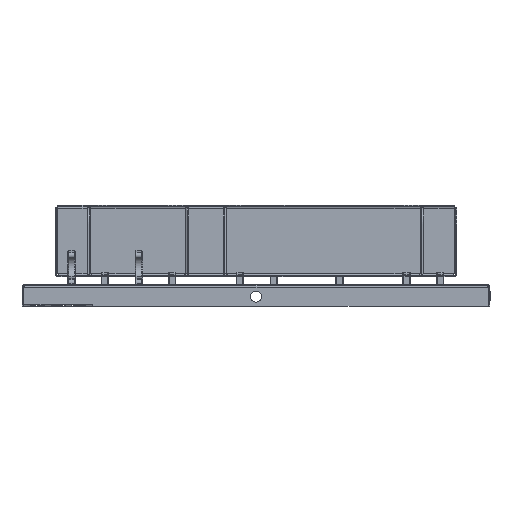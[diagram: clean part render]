
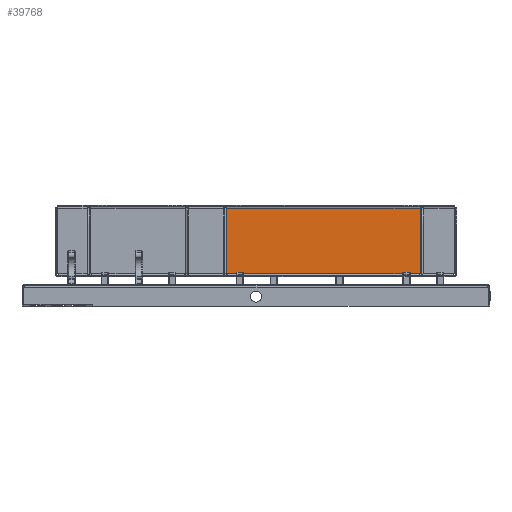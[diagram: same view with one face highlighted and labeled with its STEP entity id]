
A CAD part, left-side view. The second image highlights one B-rep face of the part: STEP entity #39768.
In plain terms, the highlighted face is planar.
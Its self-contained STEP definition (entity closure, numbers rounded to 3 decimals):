
#2636 = FACE_OUTER_BOUND ( 'NONE', #57693, .T. ) ;
#3602 = CARTESIAN_POINT ( 'NONE',  ( 0., 0., 0. ) ) ;
#6628 = VECTOR ( 'NONE', #26324, 1000. ) ;
#6969 = ORIENTED_EDGE ( 'NONE', *, *, #42309, .F. ) ;
#8024 = CARTESIAN_POINT ( 'NONE',  ( -142.9, 0., 0. ) ) ;
#8892 = PLANE ( 'NONE',  #57640 ) ;
#10101 = CARTESIAN_POINT ( 'NONE',  ( -2.1, 0.1, 0. ) ) ;
#10283 = LINE ( 'NONE', #10915, #61814 ) ;
#10915 = CARTESIAN_POINT ( 'NONE',  ( -2.1, 50., 0. ) ) ;
#16728 = CARTESIAN_POINT ( 'NONE',  ( -2.1, 0.1, 0. ) ) ;
#17652 = DIRECTION ( 'NONE',  ( 0., 1., 0. ) ) ;
#19033 = VERTEX_POINT ( 'NONE', #62220 ) ;
#19056 = EDGE_CURVE ( 'NONE', #19033, #43418, #32115, .T. ) ;
#22372 = EDGE_CURVE ( 'NONE', #43418, #61033, #10283, .T. ) ;
#25648 = CARTESIAN_POINT ( 'NONE',  ( -2.1, 47.9, 0. ) ) ;
#26324 = DIRECTION ( 'NONE',  ( -1., 0., 0. ) ) ;
#26430 = ORIENTED_EDGE ( 'NONE', *, *, #19056, .F. ) ;
#27245 = EDGE_CURVE ( 'NONE', #53197, #19033, #62947, .T. ) ;
#29848 = VECTOR ( 'NONE', #42065, 1000. ) ;
#31487 = CARTESIAN_POINT ( 'NONE',  ( -142.9, 47.9, 0. ) ) ;
#32115 = LINE ( 'NONE', #31487, #29848 ) ;
#32690 = ORIENTED_EDGE ( 'NONE', *, *, #22372, .F. ) ;
#34033 = DIRECTION ( 'NONE',  ( 0., 0., 1. ) ) ;
#39768 = ADVANCED_FACE ( 'NONE', ( #2636 ), #8892, .T. ) ;
#42065 = DIRECTION ( 'NONE',  ( 1., 0., 0. ) ) ;
#42309 = EDGE_CURVE ( 'NONE', #61033, #53197, #47180, .T. ) ;
#43418 = VERTEX_POINT ( 'NONE', #25648 ) ;
#44006 = DIRECTION ( 'NONE',  ( 1., 0., 0. ) ) ;
#45672 = DIRECTION ( 'NONE',  ( 0., -1., 0. ) ) ;
#45868 = VECTOR ( 'NONE', #17652, 1000. ) ;
#47180 = LINE ( 'NONE', #16728, #6628 ) ;
#53197 = VERTEX_POINT ( 'NONE', #57594 ) ;
#57594 = CARTESIAN_POINT ( 'NONE',  ( -142.9, 0.1, 0. ) ) ;
#57628 = ORIENTED_EDGE ( 'NONE', *, *, #27245, .F. ) ;
#57640 = AXIS2_PLACEMENT_3D ( 'NONE', #3602, #34033, #44006 ) ;
#57693 = EDGE_LOOP ( 'NONE', ( #32690, #26430, #57628, #6969 ) ) ;
#61033 = VERTEX_POINT ( 'NONE', #10101 ) ;
#61814 = VECTOR ( 'NONE', #45672, 1000. ) ;
#62220 = CARTESIAN_POINT ( 'NONE',  ( -142.9, 47.9, 0. ) ) ;
#62947 = LINE ( 'NONE', #8024, #45868 ) ;
